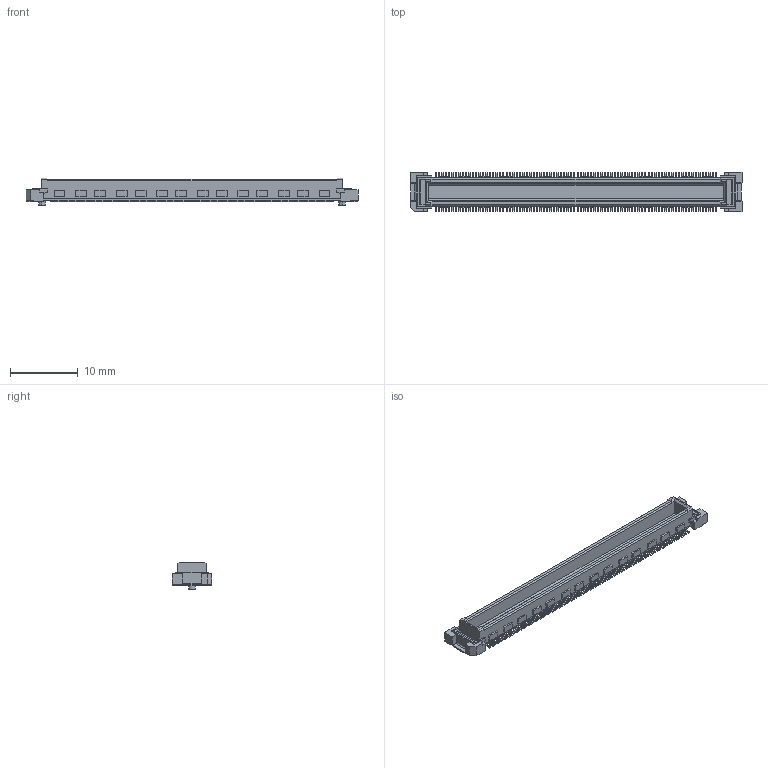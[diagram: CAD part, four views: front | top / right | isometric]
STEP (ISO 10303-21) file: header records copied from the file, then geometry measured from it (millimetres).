
FILE_DESCRIPTION(('FreeCAD Model'),'2;1');
FILE_NAME('FX10A-168P-SV.step','2017-03-10T16:28:33' ,('kicad StepUp'),('ksu MCAD'),'Open CASCADE STEP processor 6.8', 'FreeCAD','Unknown');
FILE_SCHEMA(('AUTOMOTIVE_DESIGN_CC2 { 1 2 10303 214 -1 1 5 4 }'));
Length unit declared in the file: millimetre
Products named in the file (2): ASSEMBLY; FX10A-168P-SV
Assembly tree (1 placements, depth 2):
  ASSEMBLY
    FX10A-168P-SV
Bounding box: 49.1 x 5.9 x 4.1 mm (x, y, z)
Volume: 366.3 mm3; surface area: 1193.6 mm2
Topology: 1 solids, 1 shells, 2028 faces, 5629 edges, 3626 vertices
Faces by surface type: plane 1840, cylinder 184, cone 4
Entity records: 63360 total; most frequent: CARTESIAN_POINT 11285, ORIENTED_EDGE 11258, DIRECTION 10061, EDGE_CURVE 5629, LINE 5257, VECTOR 5257, VERTEX_POINT 3626, AXIS2_PLACEMENT_3D 2402
